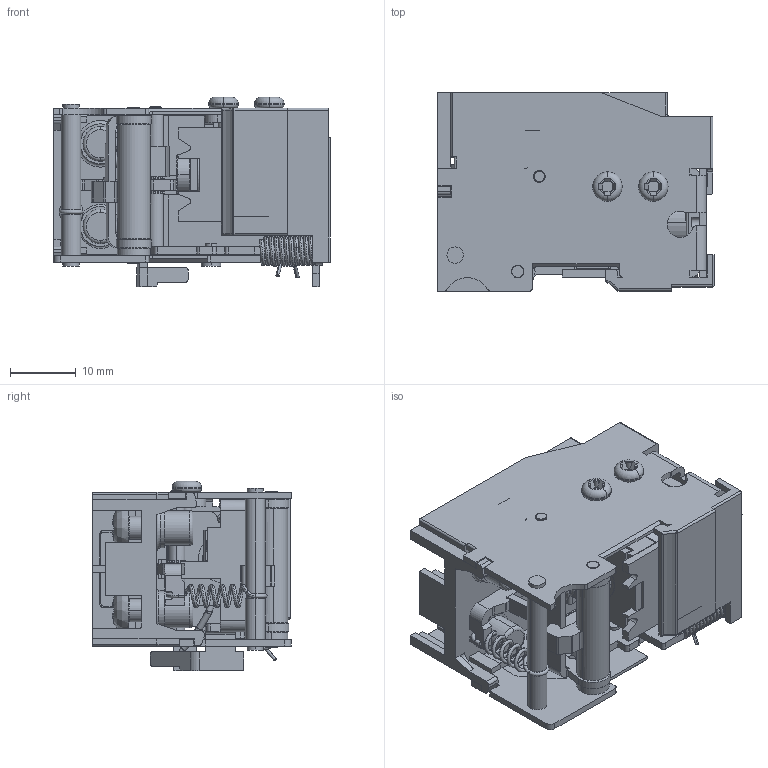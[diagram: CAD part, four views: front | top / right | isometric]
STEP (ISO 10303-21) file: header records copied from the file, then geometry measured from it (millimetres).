
FILE_DESCRIPTION(/* description */ (''),/* implementation_level */ '2;1');
FILE_NAME(/* name */ 'FILE_STP_CAD_DRAWING_3D_P5X14_16_prt.stp',/* time_stamp */ '2025-09-30T14:09:44+02:00',/* author */ (''),/* organization */ (''),/* preprocessor_version */ 'ST-DEVELOPER v20',/* originating_system */ 'SIEMENS PLM Software NX2406.8500',/* authorisation */ '');
FILE_SCHEMA (('AUTOMOTIVE_DESIGN { 1 0 10303 214 3 1 1 1 }'));
Length unit declared in the file: millimetre
Products named in the file (1): 3D_P5X14_16
Bounding box: 42.2 x 30.3 x 29 mm (x, y, z)
Surface area: 15036 mm2 (no closed solid volume)
Topology: 0 solids, 11 shells, 841 faces, 3240 edges, 2259 vertices
Faces by surface type: plane 513, cylinder 237, torus 30, bspline 29, cone 22, sphere 10
Full cylindrical faces by diameter (mm): 3.5 x1
Entity records: 42333 total; most frequent: CARTESIAN_POINT 15366, DIRECTION 5451, ORIENTED_EDGE 5385, EDGE_CURVE 3224, VERTEX_POINT 2256, LINE 2149, VECTOR 2149, AXIS2_PLACEMENT_3D 1651
